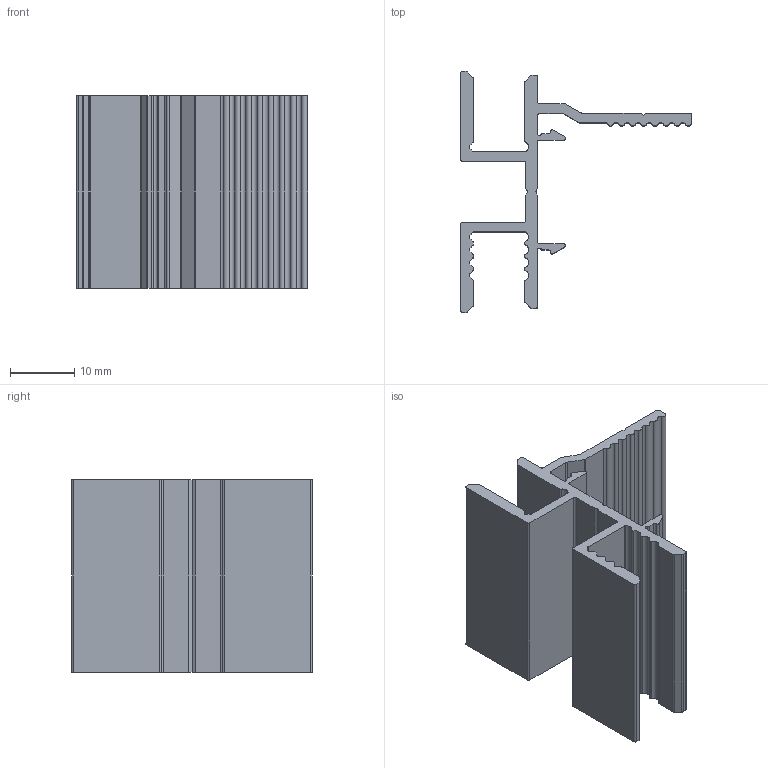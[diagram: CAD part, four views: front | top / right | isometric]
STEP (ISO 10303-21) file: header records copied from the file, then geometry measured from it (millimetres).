
FILE_DESCRIPTION (( 'STEP AP214' ), '1' );
FILE_NAME ('AL_KP4006-6000.STEP', '2024-05-10T07:52:59', ( '' ), ( '' ), 'SwSTEP 2.0', 'SolidWorks 2019', '' );
FILE_SCHEMA (( 'AUTOMOTIVE_DESIGN' ));
Length unit declared in the file: millimetre
Products named in the file (1): AL_KP4006-6000
Bounding box: 36 x 37.5 x 30 mm (x, y, z)
Volume: 5727.7 mm3; surface area: 7509.5 mm2
Topology: 1 solids, 1 shells, 146 faces, 432 edges, 288 vertices
Faces by surface type: cylinder 86, plane 60
Entity records: 4982 total; most frequent: DIRECTION 898, CARTESIAN_POINT 867, ORIENTED_EDGE 864, EDGE_CURVE 432, AXIS2_PLACEMENT_3D 319, VERTEX_POINT 288, LINE 260, VECTOR 260
